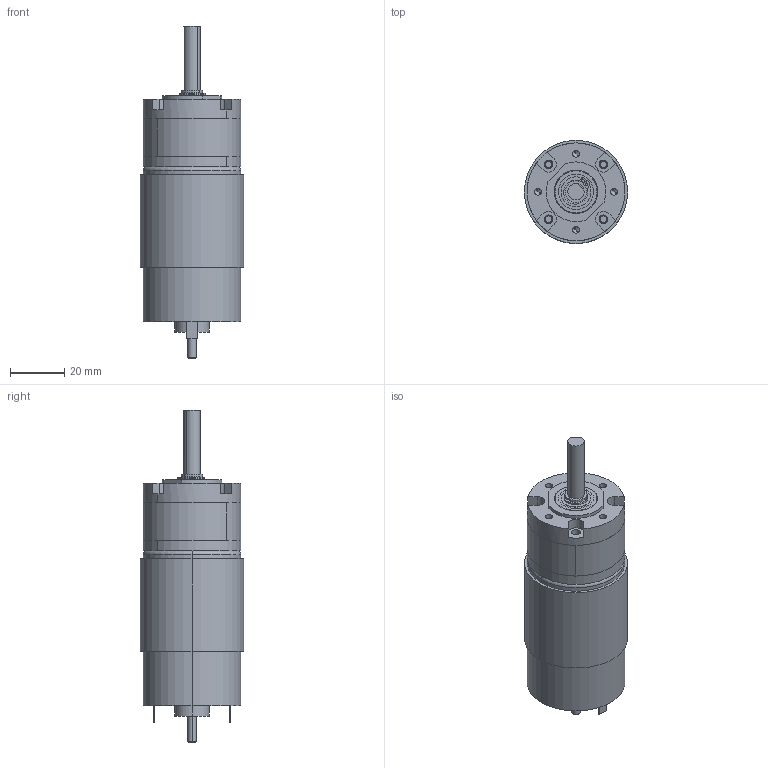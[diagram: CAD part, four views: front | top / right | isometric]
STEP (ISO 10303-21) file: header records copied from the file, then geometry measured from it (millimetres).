
FILE_DESCRIPTION (( 'STEP AP214' ), '1' );
FILE_NAME ('am-3461_ne NeveRest 3.7 No Encoder.STEP', '2017-12-11T14:25:11', ( '' ), ( '' ), 'SwSTEP 2.0', 'SolidWorks 2017', '' );
FILE_SCHEMA (( 'AUTOMOTIVE_DESIGN' ));
Length unit declared in the file: millimetre
Products named in the file (9): 7804K117_STAINLESS STEEL BALL BEARING; NeveRest 4 Gearbox; am-3104_ne NeveRest Motor No Encoder; am-3461_ne NeveRest 3.7 No Encoder; 97633A150_BLACK-FINISH STEEL EXTERNAL RETAINING RING_97633A150; 7804K117_STAINLESS STEEL BALL BEARING_7804K117; 97633A150_BLACK-FINISH STEEL EXTERNAL RETAINING RING
Assembly tree (4 placements, depth 2):
  7804K117_STAINLESS STEEL BALL BEARING
  NeveRest 4 Gearbox
  am-3104_ne NeveRest Motor No Encoder
  am-3461_ne NeveRest 3.7 No Encoder
    am-3104_ne NeveRest Motor No Encoder
    NeveRest 4 Gearbox
    7804K117_STAINLESS STEEL BALL BEARING_7804K117
    97633A150_BLACK-FINISH STEEL EXTERNAL RETAINING RING_97633A150
  97633A150_BLACK-FINISH STEEL EXTERNAL RETAINING RING
Bounding box: 38 x 38 x 122.26 mm (x, y, z)
Volume: 86641.2 mm3; surface area: 18688.1 mm2
Topology: 19 solids, 19 shells, 228 faces, 545 edges, 352 vertices
Faces by surface type: cylinder 105, plane 69, sphere 24, cone 18, torus 12
Entity records: 7475 total; most frequent: DIRECTION 1223, CARTESIAN_POINT 1029, ORIENTED_EDGE 954, AXIS2_PLACEMENT_3D 510, EDGE_CURVE 477, VERTEX_POINT 316, EDGE_LOOP 277, CIRCLE 274
